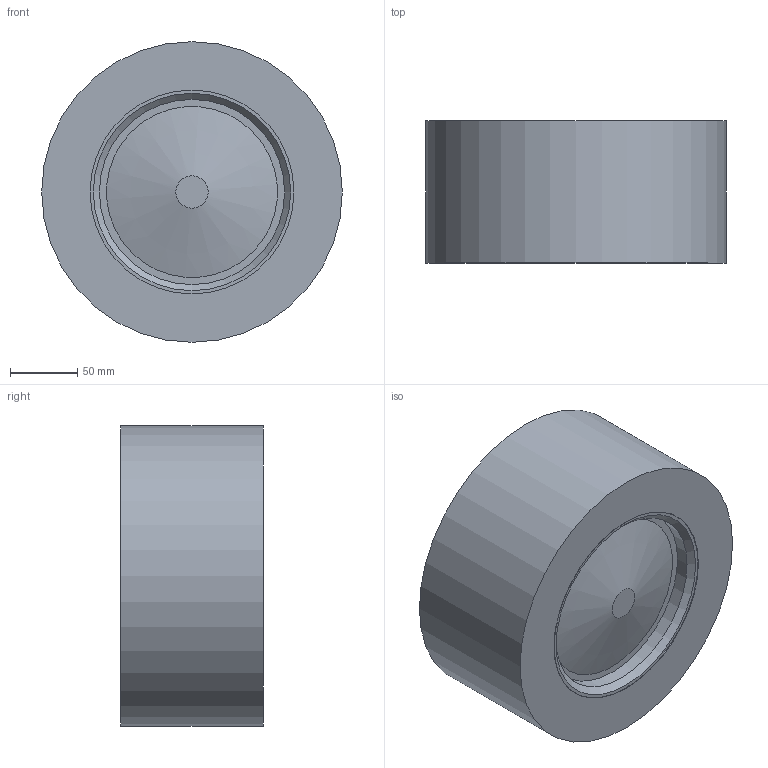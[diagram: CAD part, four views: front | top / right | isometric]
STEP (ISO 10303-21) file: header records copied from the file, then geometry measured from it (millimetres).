
FILE_DESCRIPTION((''),'2;1');
FILE_NAME('98200025.stp','2008-04-08T14:39:30',('frese'),(''),'Autodesk Inventor 2008','Autodesk Inventor 2008','');
FILE_SCHEMA(('AUTOMOTIVE_DESIGN { 1 0 10303 214 1 1 1 1 }'));
Length unit declared in the file: millimetre
Products named in the file (1): 98200025
Bounding box: 224 x 106 x 224 mm (x, y, z)
Volume: 2003379.3 mm3; surface area: 243838.1 mm2
Topology: 1 solids, 1 shells, 38 faces, 85 edges, 54 vertices
Faces by surface type: plane 15, cone 12, cylinder 11
Full cylindrical faces by diameter (mm): 20 x1, 36 x1, 48.5 x1, 138 x1, 152 x1, 155 x1, 170 x2, 176 x1, 183.549 x1, 224 x1
Entity records: 1033 total; most frequent: DIRECTION 172, CARTESIAN_POINT 165, ORIENTED_EDGE 122, AXIS2_PLACEMENT_3D 80, EDGE_LOOP 70, EDGE_CURVE 61, VERTEX_POINT 49, CIRCLE 41
